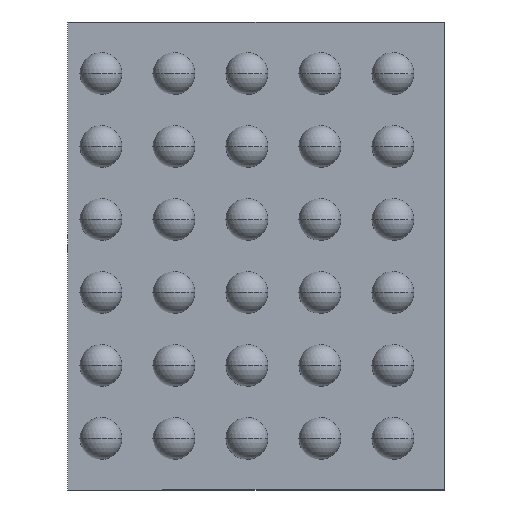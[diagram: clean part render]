
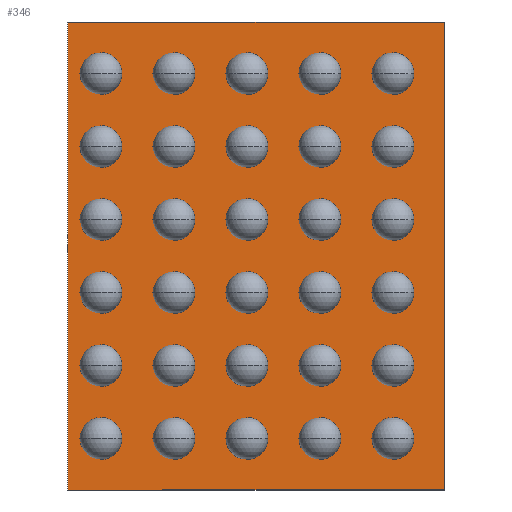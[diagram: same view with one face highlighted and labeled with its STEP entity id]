
A CAD part, front view. The second image highlights one B-rep face of the part: STEP entity #346.
In plain terms, the highlighted planar face has unit normal (0, -1, 0).
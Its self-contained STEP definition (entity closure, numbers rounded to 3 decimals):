
#47 = EDGE_CURVE ( 'NONE', #774, #691, #2569, .T. ) ;
#89 = CARTESIAN_POINT ( 'NONE',  ( 1.032, 0.19, -1.282 ) ) ;
#165 = VECTOR ( 'NONE', #1919, 1000. ) ;
#270 = DIRECTION ( 'NONE',  ( 0., 0., 1. ) ) ;
#295 = CARTESIAN_POINT ( 'NONE',  ( 1.032, 0.19, 1.283 ) ) ;
#301 = FACE_OUTER_BOUND ( 'NONE', #1340, .T. ) ;
#319 = CARTESIAN_POINT ( 'NONE',  ( 1.032, 0.19, 1.283 ) ) ;
#337 = CARTESIAN_POINT ( 'NONE',  ( 0., 0.19, 0. ) ) ;
#346 = ADVANCED_FACE ( 'NONE', ( #301 ), #962, .F. ) ;
#390 = ORIENTED_EDGE ( 'NONE', *, *, #47, .T. ) ;
#445 = LINE ( 'NONE', #1485, #968 ) ;
#458 = DIRECTION ( 'NONE',  ( 0., 0., -1. ) ) ;
#671 = DIRECTION ( 'NONE',  ( 1., 0., 0. ) ) ;
#683 = CARTESIAN_POINT ( 'NONE',  ( -1.033, 0.19, -1.282 ) ) ;
#691 = VERTEX_POINT ( 'NONE', #89 ) ;
#774 = VERTEX_POINT ( 'NONE', #683 ) ;
#817 = EDGE_CURVE ( 'NONE', #1989, #1129, #1617, .T. ) ;
#910 = CARTESIAN_POINT ( 'NONE',  ( 1.032, 0.19, -1.283 ) ) ;
#947 = DIRECTION ( 'NONE',  ( 0., 1., 0. ) ) ;
#962 = PLANE ( 'NONE',  #1239 ) ;
#968 = VECTOR ( 'NONE', #458, 1000. ) ;
#1129 = VERTEX_POINT ( 'NONE', #1815 ) ;
#1239 = AXIS2_PLACEMENT_3D ( 'NONE', #337, #947, #270 ) ;
#1292 = LINE ( 'NONE', #2130, #165 ) ;
#1310 = ORIENTED_EDGE ( 'NONE', *, *, #1528, .T. ) ;
#1340 = EDGE_LOOP ( 'NONE', ( #1310, #390, #1874, #2567 ) ) ;
#1485 = CARTESIAN_POINT ( 'NONE',  ( -1.033, 0.19, 1.283 ) ) ;
#1528 = EDGE_CURVE ( 'NONE', #1129, #774, #445, .T. ) ;
#1617 = LINE ( 'NONE', #319, #2421 ) ;
#1815 = CARTESIAN_POINT ( 'NONE',  ( -1.033, 0.19, 1.283 ) ) ;
#1820 = DIRECTION ( 'NONE',  ( -1., 0., 0. ) ) ;
#1874 = ORIENTED_EDGE ( 'NONE', *, *, #2163, .T. ) ;
#1919 = DIRECTION ( 'NONE',  ( 0., 0., 1. ) ) ;
#1989 = VERTEX_POINT ( 'NONE', #295 ) ;
#2130 = CARTESIAN_POINT ( 'NONE',  ( 1.032, 0.19, 1.283 ) ) ;
#2163 = EDGE_CURVE ( 'NONE', #691, #1989, #1292, .T. ) ;
#2421 = VECTOR ( 'NONE', #1820, 1000. ) ;
#2469 = VECTOR ( 'NONE', #671, 1000. ) ;
#2567 = ORIENTED_EDGE ( 'NONE', *, *, #817, .T. ) ;
#2569 = LINE ( 'NONE', #910, #2469 ) ;
